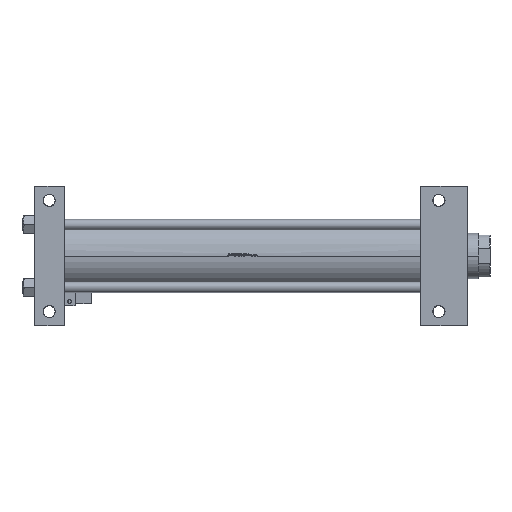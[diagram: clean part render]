
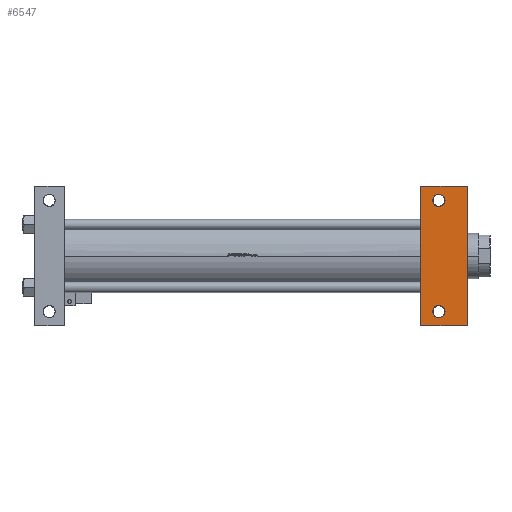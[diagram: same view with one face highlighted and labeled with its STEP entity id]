
A CAD part, front view. The second image highlights one B-rep face of the part: STEP entity #6547.
In plain terms, the highlighted face is planar.
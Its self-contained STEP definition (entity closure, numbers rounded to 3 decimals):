
#481 = EDGE_CURVE ( 'NONE', #5287, #42854, #47633, .T. ) ;
#560 = LINE ( 'NONE', #40733, #35973 ) ;
#802 = EDGE_CURVE ( 'NONE', #19484, #38953, #45914, .T. ) ;
#942 = ORIENTED_EDGE ( 'NONE', *, *, #481, .T. ) ;
#2099 = CIRCLE ( 'NONE', #44291, 9.499 ) ;
#2113 = PLANE ( 'NONE',  #24049 ) ;
#2506 = CARTESIAN_POINT ( 'NONE',  ( 624., -86., -65. ) ) ;
#3097 = FACE_BOUND ( 'NONE', #14542, .T. ) ;
#3227 = CARTESIAN_POINT ( 'NONE',  ( 624., 86., -65. ) ) ;
#5287 = VERTEX_POINT ( 'NONE', #42802 ) ;
#5432 = ORIENTED_EDGE ( 'NONE', *, *, #30915, .T. ) ;
#5525 = DIRECTION ( 'NONE',  ( 0., 1., 0. ) ) ;
#6547 = ADVANCED_FACE ( 'NONE', ( #3097, #38323, #10286 ), #2113, .T. ) ;
#6605 = VECTOR ( 'NONE', #47794, 1000. ) ;
#6826 = ORIENTED_EDGE ( 'NONE', *, *, #8254, .T. ) ;
#7106 = DIRECTION ( 'NONE',  ( 0., 1., 0. ) ) ;
#7233 = DIRECTION ( 'NONE',  ( 0., 0., 1. ) ) ;
#7623 = DIRECTION ( 'NONE',  ( 0., 0., 1. ) ) ;
#8254 = EDGE_CURVE ( 'NONE', #34164, #17381, #560, .T. ) ;
#9876 = CARTESIAN_POINT ( 'NONE',  ( 596., 65., -65. ) ) ;
#9936 = CARTESIAN_POINT ( 'NONE',  ( 596., 108., -65. ) ) ;
#10286 = FACE_OUTER_BOUND ( 'NONE', #13589, .T. ) ;
#12991 = AXIS2_PLACEMENT_3D ( 'NONE', #20056, #7623, #7106 ) ;
#13589 = EDGE_LOOP ( 'NONE', ( #33816, #51967, #5432, #6826 ) ) ;
#14004 = CARTESIAN_POINT ( 'NONE',  ( 668., 65., -65. ) ) ;
#14542 = EDGE_LOOP ( 'NONE', ( #29814, #942 ) ) ;
#14701 = AXIS2_PLACEMENT_3D ( 'NONE', #27342, #7233, #19414 ) ;
#17032 = DIRECTION ( 'NONE',  ( 0., -1., 0. ) ) ;
#17381 = VERTEX_POINT ( 'NONE', #21495 ) ;
#18556 = EDGE_CURVE ( 'NONE', #34683, #17381, #37910, .T. ) ;
#19207 = DIRECTION ( 'NONE',  ( 0., 0., -1. ) ) ;
#19414 = DIRECTION ( 'NONE',  ( 0., 1., 0. ) ) ;
#19484 = VERTEX_POINT ( 'NONE', #39484 ) ;
#20056 = CARTESIAN_POINT ( 'NONE',  ( 624., -86., -65. ) ) ;
#21495 = CARTESIAN_POINT ( 'NONE',  ( 596., -108., -65. ) ) ;
#21678 = DIRECTION ( 'NONE',  ( -1., 0., 0. ) ) ;
#22925 = VECTOR ( 'NONE', #30136, 1000. ) ;
#23042 = DIRECTION ( 'NONE',  ( 0., 0., 1. ) ) ;
#23141 = CARTESIAN_POINT ( 'NONE',  ( 668., 108., -65. ) ) ;
#23859 = CARTESIAN_POINT ( 'NONE',  ( 668., -108., -65. ) ) ;
#24049 = AXIS2_PLACEMENT_3D ( 'NONE', #27402, #19207, #5525 ) ;
#27342 = CARTESIAN_POINT ( 'NONE',  ( 624., 86., -65. ) ) ;
#27402 = CARTESIAN_POINT ( 'NONE',  ( 668., 65., -65. ) ) ;
#27436 = CARTESIAN_POINT ( 'NONE',  ( 614.501, 86., -65. ) ) ;
#29136 = ORIENTED_EDGE ( 'NONE', *, *, #41437, .T. ) ;
#29814 = ORIENTED_EDGE ( 'NONE', *, *, #38003, .T. ) ;
#30081 = AXIS2_PLACEMENT_3D ( 'NONE', #2506, #34479, #50638 ) ;
#30136 = DIRECTION ( 'NONE',  ( 0., -1., 0. ) ) ;
#30915 = EDGE_CURVE ( 'NONE', #33518, #34164, #42574, .T. ) ;
#31135 = CARTESIAN_POINT ( 'NONE',  ( 596., 108., -65. ) ) ;
#31780 = CARTESIAN_POINT ( 'NONE',  ( 633.499, -86., -65. ) ) ;
#32061 = VECTOR ( 'NONE', #17032, 1000. ) ;
#32670 = ORIENTED_EDGE ( 'NONE', *, *, #802, .T. ) ;
#33518 = VERTEX_POINT ( 'NONE', #23141 ) ;
#33816 = ORIENTED_EDGE ( 'NONE', *, *, #18556, .F. ) ;
#34164 = VERTEX_POINT ( 'NONE', #23859 ) ;
#34479 = DIRECTION ( 'NONE',  ( 0., 0., 1. ) ) ;
#34683 = VERTEX_POINT ( 'NONE', #9936 ) ;
#35334 = EDGE_LOOP ( 'NONE', ( #32670, #29136 ) ) ;
#35973 = VECTOR ( 'NONE', #21678, 1000. ) ;
#37910 = LINE ( 'NONE', #9876, #32061 ) ;
#38003 = EDGE_CURVE ( 'NONE', #42854, #5287, #2099, .T. ) ;
#38323 = FACE_BOUND ( 'NONE', #35334, .T. ) ;
#38953 = VERTEX_POINT ( 'NONE', #31780 ) ;
#39484 = CARTESIAN_POINT ( 'NONE',  ( 614.501, -86., -65. ) ) ;
#40733 = CARTESIAN_POINT ( 'NONE',  ( 596., -108., -65. ) ) ;
#41437 = EDGE_CURVE ( 'NONE', #38953, #19484, #47850, .T. ) ;
#42574 = LINE ( 'NONE', #14004, #22925 ) ;
#42802 = CARTESIAN_POINT ( 'NONE',  ( 633.499, 86., -65. ) ) ;
#42854 = VERTEX_POINT ( 'NONE', #27436 ) ;
#43410 = DIRECTION ( 'NONE',  ( 0., 1., 0. ) ) ;
#43560 = LINE ( 'NONE', #31135, #6605 ) ;
#44291 = AXIS2_PLACEMENT_3D ( 'NONE', #3227, #23042, #43410 ) ;
#45914 = CIRCLE ( 'NONE', #12991, 9.499 ) ;
#47633 = CIRCLE ( 'NONE', #14701, 9.499 ) ;
#47794 = DIRECTION ( 'NONE',  ( 1., 0., 0. ) ) ;
#47850 = CIRCLE ( 'NONE', #30081, 9.499 ) ;
#50382 = EDGE_CURVE ( 'NONE', #34683, #33518, #43560, .T. ) ;
#50638 = DIRECTION ( 'NONE',  ( 0., 1., 0. ) ) ;
#51967 = ORIENTED_EDGE ( 'NONE', *, *, #50382, .T. ) ;
